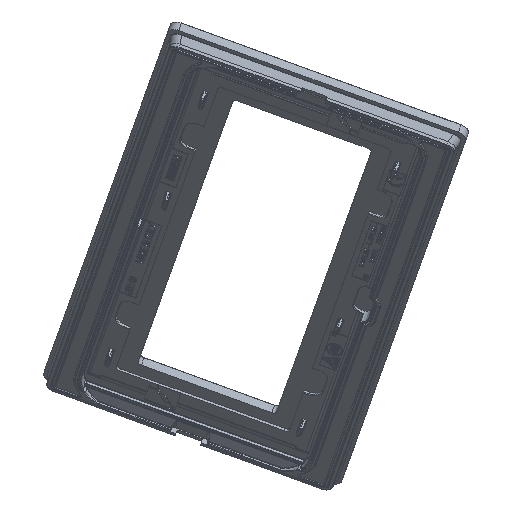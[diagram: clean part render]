
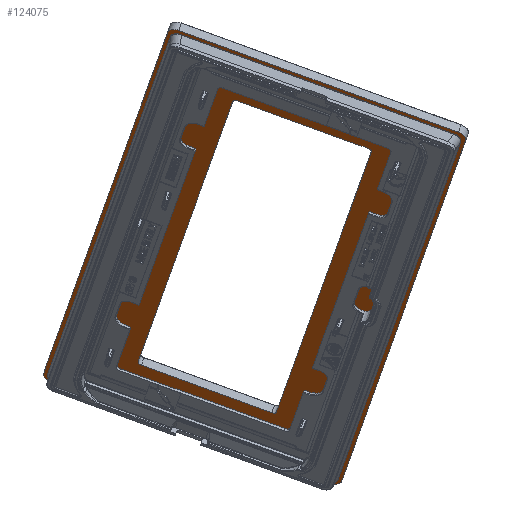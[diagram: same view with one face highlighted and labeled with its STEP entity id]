
A CAD part, left-side view. The second image highlights one B-rep face of the part: STEP entity #124075.
In plain terms, the highlighted face is planar.
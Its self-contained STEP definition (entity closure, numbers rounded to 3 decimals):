
#123938=CARTESIAN_POINT('Axis2P3D Location',(0.,0.,0.)) ;
#123943=CARTESIAN_POINT('Axis2P3D Location',(102.,46.,0.)) ;
#123947=CARTESIAN_POINT('Vertex',(105.,46.,0.)) ;
#123949=CARTESIAN_POINT('Vertex',(102.,49.,0.)) ;
#123952=CARTESIAN_POINT('Line Origine',(105.,0.,0.)) ;
#123956=CARTESIAN_POINT('Vertex',(105.,-46.,0.)) ;
#123959=CARTESIAN_POINT('Axis2P3D Location',(102.,-46.,0.)) ;
#123963=CARTESIAN_POINT('Vertex',(102.,-49.,0.)) ;
#123966=CARTESIAN_POINT('Line Origine',(0.,-49.,0.)) ;
#123970=CARTESIAN_POINT('Vertex',(-102.,-49.,0.)) ;
#123973=CARTESIAN_POINT('Axis2P3D Location',(-102.,-46.,0.)) ;
#123977=CARTESIAN_POINT('Vertex',(-105.,-46.,0.)) ;
#123980=CARTESIAN_POINT('Line Origine',(-105.,0.,0.)) ;
#123984=CARTESIAN_POINT('Vertex',(-105.,46.,0.)) ;
#123987=CARTESIAN_POINT('Axis2P3D Location',(-102.,46.,0.)) ;
#123991=CARTESIAN_POINT('Vertex',(-102.,49.,0.)) ;
#123994=CARTESIAN_POINT('Line Origine',(0.,49.,0.)) ;
#124009=CARTESIAN_POINT('Line Origine',(0.,-22.775,0.)) ;
#124013=CARTESIAN_POINT('Vertex',(-77.775,-22.775,0.)) ;
#124015=CARTESIAN_POINT('Vertex',(77.775,-22.775,0.)) ;
#124018=CARTESIAN_POINT('Axis2P3D Location',(77.775,-21.475,0.)) ;
#124022=CARTESIAN_POINT('Vertex',(79.075,-21.475,0.)) ;
#124025=CARTESIAN_POINT('Line Origine',(79.075,0.,0.)) ;
#124029=CARTESIAN_POINT('Vertex',(79.075,21.475,0.)) ;
#124032=CARTESIAN_POINT('Axis2P3D Location',(77.775,21.475,0.)) ;
#124036=CARTESIAN_POINT('Vertex',(77.775,22.775,0.)) ;
#124039=CARTESIAN_POINT('Line Origine',(0.,22.775,0.)) ;
#124043=CARTESIAN_POINT('Vertex',(-77.775,22.775,0.)) ;
#124046=CARTESIAN_POINT('Axis2P3D Location',(-77.775,21.475,0.)) ;
#124050=CARTESIAN_POINT('Vertex',(-79.075,21.475,0.)) ;
#124053=CARTESIAN_POINT('Line Origine',(-79.075,0.,0.)) ;
#124057=CARTESIAN_POINT('Vertex',(-79.075,-21.475,0.)) ;
#124060=CARTESIAN_POINT('Axis2P3D Location',(-77.775,-21.475,0.)) ;
#123939=DIRECTION('Axis2P3D Direction',(-0.,0.,1.)) ;
#123940=DIRECTION('Axis2P3D XDirection',(0.,-1.,0.)) ;
#123944=DIRECTION('Axis2P3D Direction',(-0.,0.,1.)) ;
#123953=DIRECTION('Vector Direction',(0.,-1.,0.)) ;
#123960=DIRECTION('Axis2P3D Direction',(-0.,0.,1.)) ;
#123967=DIRECTION('Vector Direction',(1.,0.,0.)) ;
#123974=DIRECTION('Axis2P3D Direction',(-0.,0.,1.)) ;
#123981=DIRECTION('Vector Direction',(0.,-1.,0.)) ;
#123988=DIRECTION('Axis2P3D Direction',(-0.,0.,1.)) ;
#123995=DIRECTION('Vector Direction',(1.,0.,0.)) ;
#124010=DIRECTION('Vector Direction',(1.,0.,0.)) ;
#124019=DIRECTION('Axis2P3D Direction',(-0.,0.,1.)) ;
#124026=DIRECTION('Vector Direction',(0.,-1.,0.)) ;
#124033=DIRECTION('Axis2P3D Direction',(-0.,0.,1.)) ;
#124040=DIRECTION('Vector Direction',(-1.,0.,0.)) ;
#124047=DIRECTION('Axis2P3D Direction',(-0.,0.,1.)) ;
#124054=DIRECTION('Vector Direction',(0.,1.,0.)) ;
#124061=DIRECTION('Axis2P3D Direction',(-0.,0.,1.)) ;
#123941=AXIS2_PLACEMENT_3D('Plane Axis2P3D',#123938,#123939,#123940) ;
#123945=AXIS2_PLACEMENT_3D('Circle Axis2P3D',#123943,#123944,$) ;
#123961=AXIS2_PLACEMENT_3D('Circle Axis2P3D',#123959,#123960,$) ;
#123975=AXIS2_PLACEMENT_3D('Circle Axis2P3D',#123973,#123974,$) ;
#123989=AXIS2_PLACEMENT_3D('Circle Axis2P3D',#123987,#123988,$) ;
#124020=AXIS2_PLACEMENT_3D('Circle Axis2P3D',#124018,#124019,$) ;
#124034=AXIS2_PLACEMENT_3D('Circle Axis2P3D',#124032,#124033,$) ;
#124048=AXIS2_PLACEMENT_3D('Circle Axis2P3D',#124046,#124047,$) ;
#124062=AXIS2_PLACEMENT_3D('Circle Axis2P3D',#124060,#124061,$) ;
#124000=ORIENTED_EDGE('',*,*,#123951,.F.) ;
#124001=ORIENTED_EDGE('',*,*,#123958,.T.) ;
#124002=ORIENTED_EDGE('',*,*,#123965,.F.) ;
#124003=ORIENTED_EDGE('',*,*,#123972,.F.) ;
#124004=ORIENTED_EDGE('',*,*,#123979,.F.) ;
#124005=ORIENTED_EDGE('',*,*,#123986,.F.) ;
#124006=ORIENTED_EDGE('',*,*,#123993,.F.) ;
#124007=ORIENTED_EDGE('',*,*,#123998,.T.) ;
#124066=ORIENTED_EDGE('',*,*,#124017,.T.) ;
#124067=ORIENTED_EDGE('',*,*,#124024,.T.) ;
#124068=ORIENTED_EDGE('',*,*,#124031,.F.) ;
#124069=ORIENTED_EDGE('',*,*,#124038,.T.) ;
#124070=ORIENTED_EDGE('',*,*,#124045,.T.) ;
#124071=ORIENTED_EDGE('',*,*,#124052,.T.) ;
#124072=ORIENTED_EDGE('',*,*,#124059,.F.) ;
#124073=ORIENTED_EDGE('',*,*,#124064,.T.) ;
#124074=FACE_BOUND('',#124065,.T.) ;
#123954=VECTOR('Line Direction',#123953,1.) ;
#123968=VECTOR('Line Direction',#123967,1.) ;
#123982=VECTOR('Line Direction',#123981,1.) ;
#123996=VECTOR('Line Direction',#123995,1.) ;
#124011=VECTOR('Line Direction',#124010,1.) ;
#124027=VECTOR('Line Direction',#124026,1.) ;
#124041=VECTOR('Line Direction',#124040,1.) ;
#124055=VECTOR('Line Direction',#124054,1.) ;
#124075=ADVANCED_FACE('PartBody',(#124008,#124074),#123942,.F.) ;
#123946=CIRCLE('generated circle',#123945,3.) ;
#123962=CIRCLE('generated circle',#123961,3.) ;
#123976=CIRCLE('generated circle',#123975,3.) ;
#123990=CIRCLE('generated circle',#123989,3.) ;
#124021=CIRCLE('generated circle',#124020,1.3) ;
#124035=CIRCLE('generated circle',#124034,1.3) ;
#124049=CIRCLE('generated circle',#124048,1.3) ;
#124063=CIRCLE('generated circle',#124062,1.3) ;
#123951=EDGE_CURVE('',#123948,#123950,#123946,.T.) ;
#123958=EDGE_CURVE('',#123948,#123957,#123955,.T.) ;
#123965=EDGE_CURVE('',#123964,#123957,#123962,.T.) ;
#123972=EDGE_CURVE('',#123971,#123964,#123969,.T.) ;
#123979=EDGE_CURVE('',#123978,#123971,#123976,.T.) ;
#123986=EDGE_CURVE('',#123985,#123978,#123983,.T.) ;
#123993=EDGE_CURVE('',#123992,#123985,#123990,.T.) ;
#123998=EDGE_CURVE('',#123992,#123950,#123997,.T.) ;
#124017=EDGE_CURVE('',#124014,#124016,#124012,.T.) ;
#124024=EDGE_CURVE('',#124016,#124023,#124021,.T.) ;
#124031=EDGE_CURVE('',#124030,#124023,#124028,.T.) ;
#124038=EDGE_CURVE('',#124030,#124037,#124035,.T.) ;
#124045=EDGE_CURVE('',#124037,#124044,#124042,.T.) ;
#124052=EDGE_CURVE('',#124044,#124051,#124049,.T.) ;
#124059=EDGE_CURVE('',#124058,#124051,#124056,.T.) ;
#124064=EDGE_CURVE('',#124058,#124014,#124063,.T.) ;
#123999=EDGE_LOOP('',(#124000,#124001,#124002,#124003,#124004,#124005,#124006,#124007)) ;
#124065=EDGE_LOOP('',(#124066,#124067,#124068,#124069,#124070,#124071,#124072,#124073)) ;
#124008=FACE_OUTER_BOUND('',#123999,.T.) ;
#123955=LINE('Line',#123952,#123954) ;
#123969=LINE('Line',#123966,#123968) ;
#123983=LINE('Line',#123980,#123982) ;
#123997=LINE('Line',#123994,#123996) ;
#124012=LINE('Line',#124009,#124011) ;
#124028=LINE('Line',#124025,#124027) ;
#124042=LINE('Line',#124039,#124041) ;
#124056=LINE('Line',#124053,#124055) ;
#123942=PLANE('',#123941) ;
#123948=VERTEX_POINT('',#123947) ;
#123950=VERTEX_POINT('',#123949) ;
#123957=VERTEX_POINT('',#123956) ;
#123964=VERTEX_POINT('',#123963) ;
#123971=VERTEX_POINT('',#123970) ;
#123978=VERTEX_POINT('',#123977) ;
#123985=VERTEX_POINT('',#123984) ;
#123992=VERTEX_POINT('',#123991) ;
#124014=VERTEX_POINT('',#124013) ;
#124016=VERTEX_POINT('',#124015) ;
#124023=VERTEX_POINT('',#124022) ;
#124030=VERTEX_POINT('',#124029) ;
#124037=VERTEX_POINT('',#124036) ;
#124044=VERTEX_POINT('',#124043) ;
#124051=VERTEX_POINT('',#124050) ;
#124058=VERTEX_POINT('',#124057) ;
